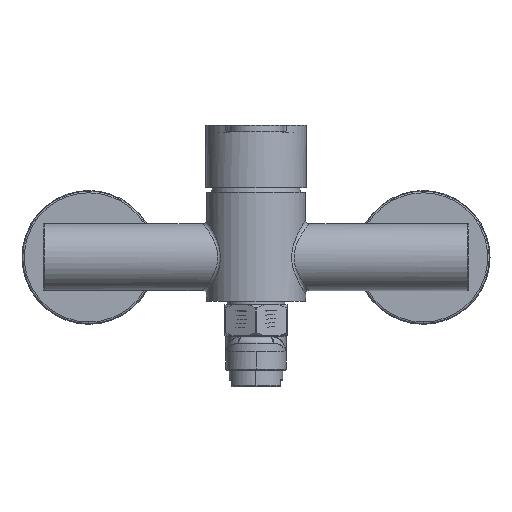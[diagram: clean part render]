
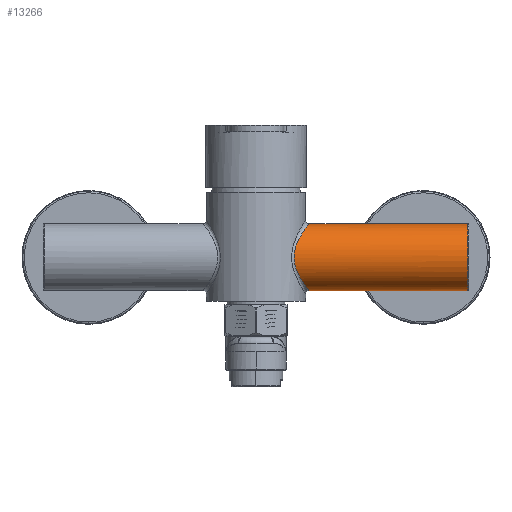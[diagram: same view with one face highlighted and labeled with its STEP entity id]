
A CAD part, top view. The second image highlights one B-rep face of the part: STEP entity #13266.
In plain terms, the highlighted cylindrical face has radius 15 mm (diameter 30 mm), a full revolution.
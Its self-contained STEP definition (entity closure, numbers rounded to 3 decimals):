
#4113=B_SPLINE_CURVE_WITH_KNOTS('',3,(#68431,#68432,#68433,#68434,#68435,
#68436,#68437,#68438,#68439,#68440,#68441,#68442,#68443,#68444,#68445,#68446,
#68447,#68448,#68449,#68450,#68451,#68452,#68453,#68454,#68455,#68456,#68457,
#68458,#68459,#68460,#68461,#68462,#68463,#68464),.UNSPECIFIED.,.T.,.F.,
(2,2,2,2,2,2,2,2,2,2,2,2,2,2,2,2,2,2,2),(-0.063,0.,0.063,0.125,0.188,
0.25,0.313,0.375,0.438,0.5,0.563,0.625,0.688,0.75,0.813,0.875,0.938,
1.,1.063),.UNSPECIFIED.);
#4114=B_SPLINE_CURVE_WITH_KNOTS('',3,(#68606,#68607,#68608,#68609,#68610,
#68611,#68612,#68613,#68614,#68615,#68616,#68617,#68618,#68619,#68620,#68621,
#68622,#68623,#68624,#68625,#68626,#68627,#68628,#68629,#68630,#68631,#68632,
#68633,#68634,#68635,#68636,#68637),.UNSPECIFIED.,.T.,.F.,(2,2,2,2,2,2,
2,2,2,2,2,2,2,2,2,2,2,2),(-0.063,0.,0.063,0.125,0.25,0.313,0.375,0.438,
0.5,0.563,0.625,0.688,0.75,0.813,0.875,0.938,1.,1.063),
 .UNSPECIFIED.);
#11832=CYLINDRICAL_SURFACE('',#49900,15.);
#13266=ADVANCED_FACE('',(#17398,#17399,#17400),#11832,.T.);
#17398=FACE_BOUND('',#18251,.T.);
#17399=FACE_BOUND('',#18252,.T.);
#17400=FACE_BOUND('',#18253,.T.);
#18251=EDGE_LOOP('',(#22043));
#18252=EDGE_LOOP('',(#22044));
#18253=EDGE_LOOP('',(#22045));
#22043=ORIENTED_EDGE('',*,*,#40671,.T.);
#22044=ORIENTED_EDGE('',*,*,#40672,.T.);
#22045=ORIENTED_EDGE('',*,*,#40670,.T.);
#36088=VERTEX_POINT('',#68465);
#36089=VERTEX_POINT('',#68605);
#36090=VERTEX_POINT('',#68638);
#40670=EDGE_CURVE('',#36088,#36088,#4113,.T.);
#40671=EDGE_CURVE('',#36089,#36089,#47694,.T.);
#40672=EDGE_CURVE('',#36090,#36090,#4114,.T.);
#47694=CIRCLE('',#49899,15.);
#49899=AXIS2_PLACEMENT_3D('',#68604,#55029,#55030);
#49900=AXIS2_PLACEMENT_3D('',#68639,#55031,#55032);
#55029=DIRECTION('',(-1.,0.,0.));
#55030=DIRECTION('',(0.,0.,-1.));
#55031=DIRECTION('',(-1.,0.,0.));
#55032=DIRECTION('',(0.,0.,1.));
#68431=CARTESIAN_POINT('',(60.5,22.927,-15.));
#68432=CARTESIAN_POINT('',(60.5,19.073,-15.));
#68433=CARTESIAN_POINT('',(61.012,17.198,-14.611));
#68434=CARTESIAN_POINT('',(62.695,14.006,-13.38));
#68435=CARTESIAN_POINT('',(63.849,12.673,-12.551));
#68436=CARTESIAN_POINT('',(66.463,10.54,-10.838));
#68437=CARTESIAN_POINT('',(67.955,9.709,-9.921));
#68438=CARTESIAN_POINT('',(71.24,8.545,-8.414));
#68439=CARTESIAN_POINT('',(73.12,8.204,-7.826));
#68440=CARTESIAN_POINT('',(76.918,8.208,-7.834));
#68441=CARTESIAN_POINT('',(78.783,8.55,-8.421));
#68442=CARTESIAN_POINT('',(82.079,9.725,-9.939));
#68443=CARTESIAN_POINT('',(83.555,10.55,-10.848));
#68444=CARTESIAN_POINT('',(86.178,12.699,-12.569));
#68445=CARTESIAN_POINT('',(87.317,14.024,-13.389));
#68446=CARTESIAN_POINT('',(88.993,17.213,-14.614));
#68447=CARTESIAN_POINT('',(89.503,19.109,-15.002));
#68448=CARTESIAN_POINT('',(89.497,22.923,-14.998));
#68449=CARTESIAN_POINT('',(88.992,24.792,-14.613));
#68450=CARTESIAN_POINT('',(87.311,27.985,-13.384));
#68451=CARTESIAN_POINT('',(86.174,29.307,-12.566));
#68452=CARTESIAN_POINT('',(83.53,31.467,-10.833));
#68453=CARTESIAN_POINT('',(82.059,32.286,-9.927));
#68454=CARTESIAN_POINT('',(78.752,33.458,-8.41));
#68455=CARTESIAN_POINT('',(76.907,33.796,-7.828));
#68456=CARTESIAN_POINT('',(73.065,33.793,-7.833));
#68457=CARTESIAN_POINT('',(71.225,33.452,-8.418));
#68458=CARTESIAN_POINT('',(67.932,32.28,-9.933));
#68459=CARTESIAN_POINT('',(66.46,31.459,-10.839));
#68460=CARTESIAN_POINT('',(63.836,29.315,-12.56));
#68461=CARTESIAN_POINT('',(62.696,27.998,-13.379));
#68462=CARTESIAN_POINT('',(61.003,24.782,-14.617));
#68463=CARTESIAN_POINT('',(60.5,22.927,-15.));
#68464=CARTESIAN_POINT('',(60.5,19.073,-15.));
#68465=CARTESIAN_POINT('',(60.5,21.,-15.));
#68604=CARTESIAN_POINT('',(95.,21.,0.));
#68605=CARTESIAN_POINT('',(95.,21.,-15.));
#68606=CARTESIAN_POINT('',(17.847,26.086,14.257));
#68607=CARTESIAN_POINT('',(16.991,22.108,15.097));
#68608=CARTESIAN_POINT('',(16.985,19.99,15.101));
#68609=CARTESIAN_POINT('',(17.807,16.035,14.298));
#68610=CARTESIAN_POINT('',(18.572,14.233,13.518));
#68611=CARTESIAN_POINT('',(21.006,9.552,10.393));
#68612=CARTESIAN_POINT('',(22.849,7.191,7.143));
#68613=CARTESIAN_POINT('',(23.82,5.905,1.145));
#68614=CARTESIAN_POINT('',(23.829,5.894,-0.963));
#68615=CARTESIAN_POINT('',(23.225,6.693,-4.941));
#68616=CARTESIAN_POINT('',(22.622,7.492,-6.798));
#68617=CARTESIAN_POINT('',(21.146,9.639,-9.98));
#68618=CARTESIAN_POINT('',(20.277,10.974,-11.317));
#68619=CARTESIAN_POINT('',(18.628,14.108,-13.457));
#68620=CARTESIAN_POINT('',(17.865,15.867,-14.239));
#68621=CARTESIAN_POINT('',(16.999,19.82,-15.09));
#68622=CARTESIAN_POINT('',(16.981,21.953,-15.105));
#68623=CARTESIAN_POINT('',(17.787,25.908,-14.317));
#68624=CARTESIAN_POINT('',(18.545,27.71,-13.55));
#68625=CARTESIAN_POINT('',(20.187,30.879,-11.447));
#68626=CARTESIAN_POINT('',(21.063,32.234,-10.121));
#68627=CARTESIAN_POINT('',(22.553,34.413,-6.981));
#68628=CARTESIAN_POINT('',(23.169,35.233,-5.152));
#68629=CARTESIAN_POINT('',(23.816,36.09,-1.186));
#68630=CARTESIAN_POINT('',(23.831,36.109,0.941));
#68631=CARTESIAN_POINT('',(23.227,35.31,4.938));
#68632=CARTESIAN_POINT('',(22.619,34.504,6.807));
#68633=CARTESIAN_POINT('',(21.137,32.347,9.997));
#68634=CARTESIAN_POINT('',(20.258,30.993,11.344));
#68635=CARTESIAN_POINT('',(18.625,27.883,13.459));
#68636=CARTESIAN_POINT('',(17.847,26.086,14.257));
#68637=CARTESIAN_POINT('',(16.991,22.108,15.097));
#68638=CARTESIAN_POINT('',(17.419,24.097,14.677));
#68639=CARTESIAN_POINT('',(0.,21.,0.));
